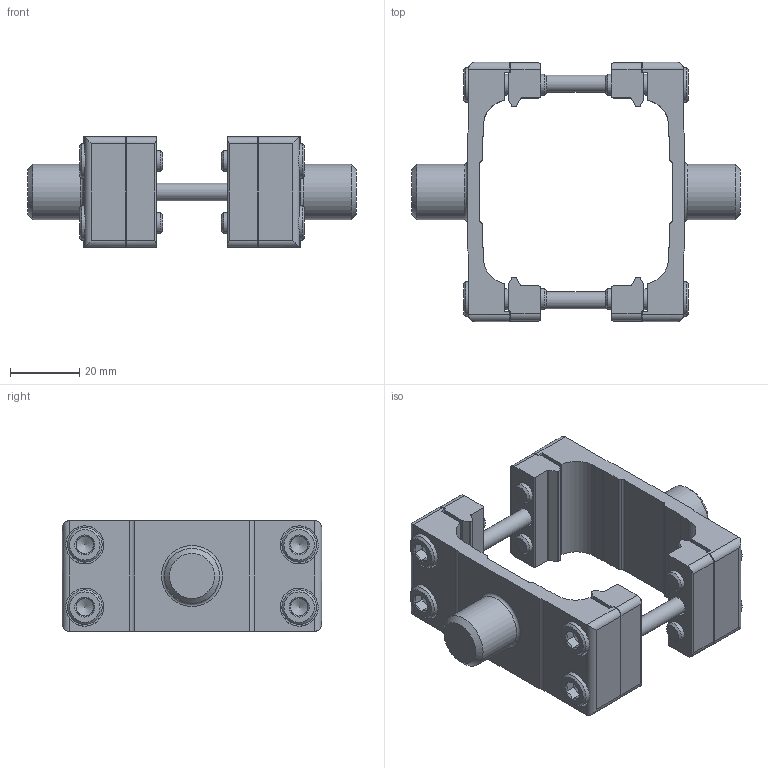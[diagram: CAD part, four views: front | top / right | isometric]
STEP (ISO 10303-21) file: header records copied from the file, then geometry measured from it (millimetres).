
FILE_DESCRIPTION(/* description */ ('STEP AP214'),/* implementation_level */ '2;1');
FILE_NAME(/* name */ '2214899_DAMT-V1-40-A',/* time_stamp */ '2024-08-13T15:13:11+02:00',/* author */ ('License CC BY-ND 4.0'),/* organization */ ('CADENAS'),/* preprocessor_version */ 'ST-DEVELOPER v19.3',/* originating_system */ 'PARTsolutions',/* authorisation */ ' ');
FILE_SCHEMA (('AUTOMOTIVE_DESIGN {1 0 10303 214 3 1 1}'));
Length unit declared in the file: millimetre
Products named in the file (5): 2214899 DAMT-V1-40-A; 2214899 DAMT-V1-40-A---(ZM_0_0); 242810 ZNU-40---(ST_2); 357942 ZNCM-40---(SR_2); DIN-912 - M6x18(F)
Assembly tree (16 placements, depth 2):
  2214899 DAMT-V1-40-A
    2214899 DAMT-V1-40-A---(ZM_0_0)  x2
    242810 ZNU-40---(ST_2)  x2
    357942 ZNCM-40---(SR_2)  x4
    DIN-912 - M6x18(F)  x8
Bounding box: 95 x 75 x 32 mm (x, y, z)
Volume: 50538 mm3; surface area: 31879.9 mm2
Topology: 16 solids, 16 shells, 450 faces, 1032 edges, 620 vertices
Faces by surface type: plane 226, cylinder 112, cone 110, torus 2
Full cylindrical faces by diameter (mm): 4.917 x8, 5 x6, 6 x12, 6.4 x8, 10 x8, 11 x8, 16 x2
Entity records: 3383 total; most frequent: CARTESIAN_POINT 593, DIRECTION 584, ORIENTED_EDGE 478, EDGE_CURVE 239, AXIS2_PLACEMENT_3D 227, VERTEX_POINT 168, FACE_BOUND 161, EDGE_LOOP 158
